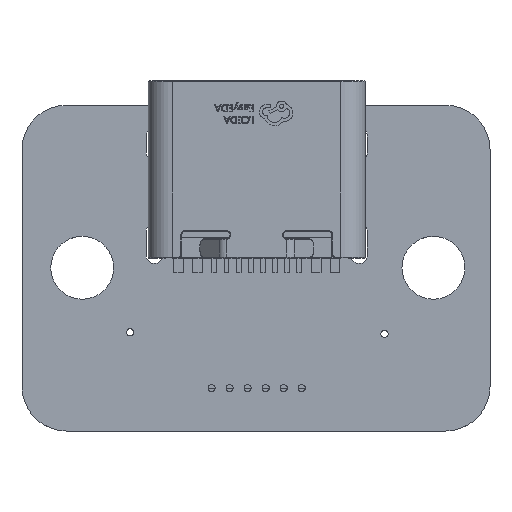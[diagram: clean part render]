
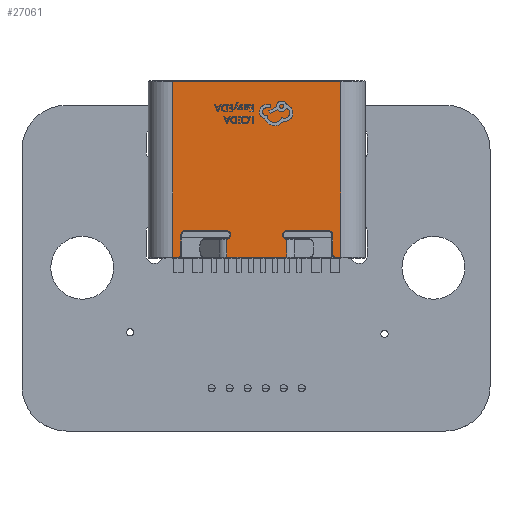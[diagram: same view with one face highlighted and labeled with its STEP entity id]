
A CAD part, top view. The second image highlights one B-rep face of the part: STEP entity #27061.
In plain terms, the highlighted planar face has unit normal (0, 0, 1).
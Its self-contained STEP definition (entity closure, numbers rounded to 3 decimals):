
#1441=PLANE('',#28790);
#2504=FACE_OUTER_BOUND('',#4028,.T.);
#4028=EDGE_LOOP('',(#21017,#21018,#21019,#21020,#21021,#21022,#21023,#21024,
#21025,#21026,#21027,#21028,#21029,#21030,#21031,#21032,#21033,#21034));
#5045=CIRCLE('',#28791,0.123);
#5046=CIRCLE('',#28792,0.123);
#5047=CIRCLE('',#28793,0.184);
#5048=CIRCLE('',#28794,0.184);
#5049=CIRCLE('',#28795,0.184);
#5050=CIRCLE('',#28796,0.184);
#7090=LINE('',#43121,#9787);
#7091=LINE('',#43123,#9788);
#7092=LINE('',#43125,#9789);
#7093=LINE('',#43127,#9790);
#7094=LINE('',#43129,#9791);
#7095=LINE('',#43133,#9792);
#7096=LINE('',#43137,#9793);
#7097=LINE('',#43141,#9794);
#7098=LINE('',#43143,#9795);
#7099=LINE('',#43145,#9796);
#7100=LINE('',#43149,#9797);
#7101=LINE('',#43152,#9798);
#9787=VECTOR('',#33392,1.);
#9788=VECTOR('',#33393,1.);
#9789=VECTOR('',#33394,1.);
#9790=VECTOR('',#33395,1.);
#9791=VECTOR('',#33396,1.);
#9792=VECTOR('',#33399,1.);
#9793=VECTOR('',#33402,1.);
#9794=VECTOR('',#33405,1.);
#9795=VECTOR('',#33406,1.);
#9796=VECTOR('',#33407,1.);
#9797=VECTOR('',#33410,1.);
#9798=VECTOR('',#33413,1.);
#12330=VERTEX_POINT('',#43117);
#12331=VERTEX_POINT('',#43118);
#12332=VERTEX_POINT('',#43120);
#12333=VERTEX_POINT('',#43122);
#12334=VERTEX_POINT('',#43124);
#12335=VERTEX_POINT('',#43126);
#12336=VERTEX_POINT('',#43128);
#12337=VERTEX_POINT('',#43130);
#12338=VERTEX_POINT('',#43132);
#12339=VERTEX_POINT('',#43134);
#12340=VERTEX_POINT('',#43136);
#12341=VERTEX_POINT('',#43138);
#12342=VERTEX_POINT('',#43140);
#12343=VERTEX_POINT('',#43142);
#12344=VERTEX_POINT('',#43144);
#12345=VERTEX_POINT('',#43146);
#12346=VERTEX_POINT('',#43148);
#12347=VERTEX_POINT('',#43150);
#15392=EDGE_CURVE('',#12330,#12331,#5045,.T.);
#15393=EDGE_CURVE('',#12331,#12332,#7090,.T.);
#15394=EDGE_CURVE('',#12333,#12332,#7091,.T.);
#15395=EDGE_CURVE('',#12333,#12334,#7092,.T.);
#15396=EDGE_CURVE('',#12334,#12335,#7093,.T.);
#15397=EDGE_CURVE('',#12335,#12336,#7094,.T.);
#15398=EDGE_CURVE('',#12336,#12337,#5046,.T.);
#15399=EDGE_CURVE('',#12337,#12338,#7095,.T.);
#15400=EDGE_CURVE('',#12338,#12339,#5047,.T.);
#15401=EDGE_CURVE('',#12339,#12340,#7096,.T.);
#15402=EDGE_CURVE('',#12340,#12341,#5048,.T.);
#15403=EDGE_CURVE('',#12341,#12342,#7097,.T.);
#15404=EDGE_CURVE('',#12342,#12343,#7098,.T.);
#15405=EDGE_CURVE('',#12344,#12343,#7099,.T.);
#15406=EDGE_CURVE('',#12344,#12345,#5049,.T.);
#15407=EDGE_CURVE('',#12345,#12346,#7100,.T.);
#15408=EDGE_CURVE('',#12346,#12347,#5050,.T.);
#15409=EDGE_CURVE('',#12347,#12330,#7101,.T.);
#21017=ORIENTED_EDGE('',*,*,#15392,.T.);
#21018=ORIENTED_EDGE('',*,*,#15393,.T.);
#21019=ORIENTED_EDGE('',*,*,#15394,.F.);
#21020=ORIENTED_EDGE('',*,*,#15395,.T.);
#21021=ORIENTED_EDGE('',*,*,#15396,.T.);
#21022=ORIENTED_EDGE('',*,*,#15397,.T.);
#21023=ORIENTED_EDGE('',*,*,#15398,.T.);
#21024=ORIENTED_EDGE('',*,*,#15399,.T.);
#21025=ORIENTED_EDGE('',*,*,#15400,.T.);
#21026=ORIENTED_EDGE('',*,*,#15401,.T.);
#21027=ORIENTED_EDGE('',*,*,#15402,.T.);
#21028=ORIENTED_EDGE('',*,*,#15403,.T.);
#21029=ORIENTED_EDGE('',*,*,#15404,.T.);
#21030=ORIENTED_EDGE('',*,*,#15405,.F.);
#21031=ORIENTED_EDGE('',*,*,#15406,.T.);
#21032=ORIENTED_EDGE('',*,*,#15407,.T.);
#21033=ORIENTED_EDGE('',*,*,#15408,.T.);
#21034=ORIENTED_EDGE('',*,*,#15409,.T.);
#27061=ADVANCED_FACE('',(#2504),#1441,.F.);
#28790=AXIS2_PLACEMENT_3D('',#43116,#33388,#33389);
#28791=AXIS2_PLACEMENT_3D('',#43119,#33390,#33391);
#28792=AXIS2_PLACEMENT_3D('',#43131,#33397,#33398);
#28793=AXIS2_PLACEMENT_3D('',#43135,#33400,#33401);
#28794=AXIS2_PLACEMENT_3D('',#43139,#33403,#33404);
#28795=AXIS2_PLACEMENT_3D('',#43147,#33408,#33409);
#28796=AXIS2_PLACEMENT_3D('',#43151,#33411,#33412);
#33388=DIRECTION('center_axis',(0.,0.,-1.));
#33389=DIRECTION('ref_axis',(1.,0.,0.));
#33390=DIRECTION('center_axis',(0.,0.,1.));
#33391=DIRECTION('ref_axis',(1.,0.,0.));
#33392=DIRECTION('',(-1.,0.,0.));
#33393=DIRECTION('',(0.,1.,0.));
#33394=DIRECTION('',(1.,0.,0.));
#33395=DIRECTION('',(0.,1.,0.));
#33396=DIRECTION('',(-1.,0.,0.));
#33397=DIRECTION('center_axis',(0.,0.,1.));
#33398=DIRECTION('ref_axis',(1.,0.,0.));
#33399=DIRECTION('',(0.,-1.,0.));
#33400=DIRECTION('center_axis',(0.,0.,-1.));
#33401=DIRECTION('ref_axis',(1.,0.,0.));
#33402=DIRECTION('',(-1.,0.,0.));
#33403=DIRECTION('center_axis',(0.,0.,-1.));
#33404=DIRECTION('ref_axis',(1.,0.,0.));
#33405=DIRECTION('',(0.,1.,0.));
#33406=DIRECTION('',(-1.,0.,0.));
#33407=DIRECTION('',(0.,1.,0.));
#33408=DIRECTION('center_axis',(0.,0.,-1.));
#33409=DIRECTION('ref_axis',(1.,0.,0.));
#33410=DIRECTION('',(-1.,0.,0.));
#33411=DIRECTION('center_axis',(0.,0.,-1.));
#33412=DIRECTION('ref_axis',(1.,0.,0.));
#33413=DIRECTION('',(0.,1.,0.));
#43116=CARTESIAN_POINT('Origin',(0.,-2.423,3.194));
#43117=CARTESIAN_POINT('',(-3.201,2.231,3.194));
#43118=CARTESIAN_POINT('',(-3.324,2.354,3.194));
#43119=CARTESIAN_POINT('Origin',(-3.324,2.231,3.194));
#43120=CARTESIAN_POINT('',(-3.549,2.354,3.194));
#43121=CARTESIAN_POINT('',(0.,2.354,3.194));
#43122=CARTESIAN_POINT('',(-3.549,-5.051,3.194));
#43123=CARTESIAN_POINT('',(-3.549,-5.082,3.194));
#43124=CARTESIAN_POINT('',(3.549,-5.051,3.194));
#43125=CARTESIAN_POINT('',(0.,-5.051,3.194));
#43126=CARTESIAN_POINT('',(3.549,2.354,3.194));
#43127=CARTESIAN_POINT('',(3.549,-5.082,3.194));
#43128=CARTESIAN_POINT('',(3.324,2.354,3.194));
#43129=CARTESIAN_POINT('',(0.,2.354,3.194));
#43130=CARTESIAN_POINT('',(3.201,2.231,3.194));
#43131=CARTESIAN_POINT('Origin',(3.324,2.231,3.194));
#43132=CARTESIAN_POINT('',(3.201,1.413,3.194));
#43133=CARTESIAN_POINT('',(3.201,-2.423,3.194));
#43134=CARTESIAN_POINT('',(3.017,1.229,3.194));
#43135=CARTESIAN_POINT('Origin',(3.017,1.413,3.194));
#43136=CARTESIAN_POINT('',(1.279,1.229,3.194));
#43137=CARTESIAN_POINT('',(0.,1.229,3.194));
#43138=CARTESIAN_POINT('',(1.263,1.596,3.194));
#43139=CARTESIAN_POINT('Origin',(1.279,1.413,3.194));
#43140=CARTESIAN_POINT('',(1.263,2.354,3.194));
#43141=CARTESIAN_POINT('',(1.263,2.385,3.194));
#43142=CARTESIAN_POINT('',(-1.263,2.354,3.194));
#43143=CARTESIAN_POINT('',(0.,2.354,3.194));
#43144=CARTESIAN_POINT('',(-1.263,1.596,3.194));
#43145=CARTESIAN_POINT('',(-1.263,2.385,3.194));
#43146=CARTESIAN_POINT('',(-1.279,1.229,3.194));
#43147=CARTESIAN_POINT('Origin',(-1.279,1.413,3.194));
#43148=CARTESIAN_POINT('',(-3.017,1.229,3.194));
#43149=CARTESIAN_POINT('',(0.,1.229,3.194));
#43150=CARTESIAN_POINT('',(-3.201,1.413,3.194));
#43151=CARTESIAN_POINT('Origin',(-3.017,1.413,3.194));
#43152=CARTESIAN_POINT('',(-3.201,-2.423,3.194));
